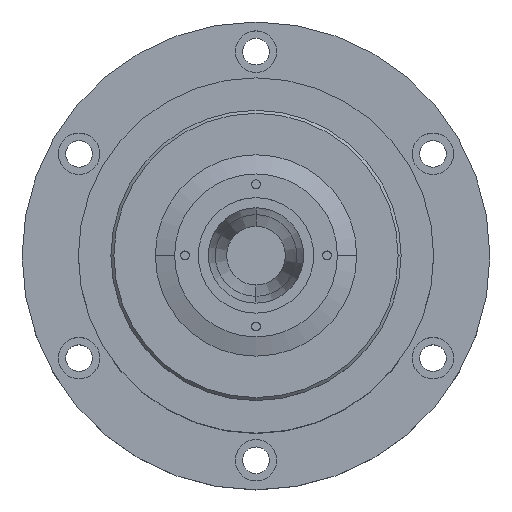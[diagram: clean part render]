
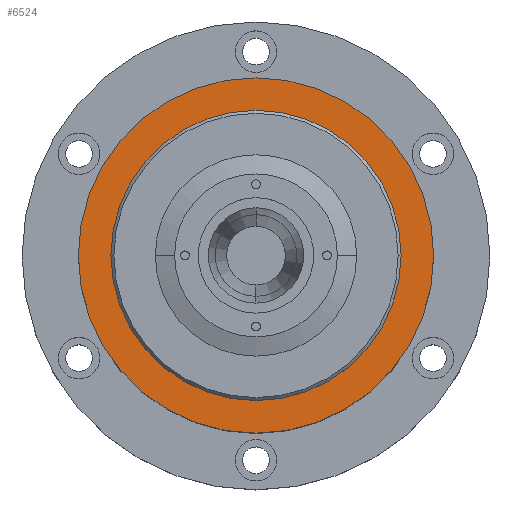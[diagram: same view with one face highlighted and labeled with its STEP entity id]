
A CAD part, top view. The second image highlights one B-rep face of the part: STEP entity #6524.
In plain terms, the highlighted planar face has unit normal (0, 0, 1).
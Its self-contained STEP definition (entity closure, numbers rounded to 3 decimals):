
#520 = CARTESIAN_POINT ( 'NONE',  ( 0., -13.793, 244.5 ) ) ;
#812 = CARTESIAN_POINT ( 'NONE',  ( -60., 0., 244.5 ) ) ;
#901 = VERTEX_POINT ( 'NONE', #7755 ) ;
#1154 = CARTESIAN_POINT ( 'NONE',  ( 0., 0., 244.5 ) ) ;
#1250 = DIRECTION ( 'NONE',  ( 0., 0., 1. ) ) ;
#1281 = CIRCLE ( 'NONE', #3317, 60. ) ;
#1417 = DIRECTION ( 'NONE',  ( 1., 0., 0. ) ) ;
#1609 = AXIS2_PLACEMENT_3D ( 'NONE', #7004, #6911, #4991 ) ;
#1992 = CIRCLE ( 'NONE', #5185, 13.793 ) ;
#2569 = ORIENTED_EDGE ( 'NONE', *, *, #8487, .T. ) ;
#2831 = EDGE_CURVE ( 'NONE', #3495, #5380, #6796, .T. ) ;
#3123 = DIRECTION ( 'NONE',  ( 0., 0., 1. ) ) ;
#3254 = VERTEX_POINT ( 'NONE', #812 ) ;
#3317 = AXIS2_PLACEMENT_3D ( 'NONE', #6018, #6525, #1417 ) ;
#3495 = VERTEX_POINT ( 'NONE', #5944 ) ;
#3666 = CIRCLE ( 'NONE', #1609, 60. ) ;
#3673 = AXIS2_PLACEMENT_3D ( 'NONE', #1154, #3123, #8555 ) ;
#3942 = CARTESIAN_POINT ( 'NONE',  ( 0., 0., 244.5 ) ) ;
#4307 = EDGE_LOOP ( 'NONE', ( #4521, #8102 ) ) ;
#4521 = ORIENTED_EDGE ( 'NONE', *, *, #7728, .F. ) ;
#4534 = DIRECTION ( 'NONE',  ( 0., 0., 1. ) ) ;
#4991 = DIRECTION ( 'NONE',  ( 1., 0., 0. ) ) ;
#5167 = EDGE_LOOP ( 'NONE', ( #2569, #6463 ) ) ;
#5185 = AXIS2_PLACEMENT_3D ( 'NONE', #3942, #1250, #5992 ) ;
#5380 = VERTEX_POINT ( 'NONE', #520 ) ;
#5944 = CARTESIAN_POINT ( 'NONE',  ( 0., 13.793, 244.5 ) ) ;
#5992 = DIRECTION ( 'NONE',  ( 1., 0., 0. ) ) ;
#5993 = FACE_BOUND ( 'NONE', #4307, .T. ) ;
#6018 = CARTESIAN_POINT ( 'NONE',  ( 0., 0., 244.5 ) ) ;
#6463 = ORIENTED_EDGE ( 'NONE', *, *, #6823, .T. ) ;
#6496 = PLANE ( 'NONE',  #3673 ) ;
#6524 = ADVANCED_FACE ( 'NONE', ( #5993, #6528 ), #6496, .T. ) ;
#6525 = DIRECTION ( 'NONE',  ( 0., 0., 1. ) ) ;
#6528 = FACE_OUTER_BOUND ( 'NONE', #5167, .T. ) ;
#6796 = CIRCLE ( 'NONE', #6892, 13.793 ) ;
#6823 = EDGE_CURVE ( 'NONE', #901, #3254, #3666, .T. ) ;
#6892 = AXIS2_PLACEMENT_3D ( 'NONE', #8634, #4534, #7204 ) ;
#6911 = DIRECTION ( 'NONE',  ( 0., 0., 1. ) ) ;
#7004 = CARTESIAN_POINT ( 'NONE',  ( 0., 0., 244.5 ) ) ;
#7204 = DIRECTION ( 'NONE',  ( 1., 0., 0. ) ) ;
#7728 = EDGE_CURVE ( 'NONE', #5380, #3495, #1992, .T. ) ;
#7755 = CARTESIAN_POINT ( 'NONE',  ( 60., 0., 244.5 ) ) ;
#8102 = ORIENTED_EDGE ( 'NONE', *, *, #2831, .F. ) ;
#8487 = EDGE_CURVE ( 'NONE', #3254, #901, #1281, .T. ) ;
#8555 = DIRECTION ( 'NONE',  ( 1., 0., 0. ) ) ;
#8634 = CARTESIAN_POINT ( 'NONE',  ( 0., 0., 244.5 ) ) ;
